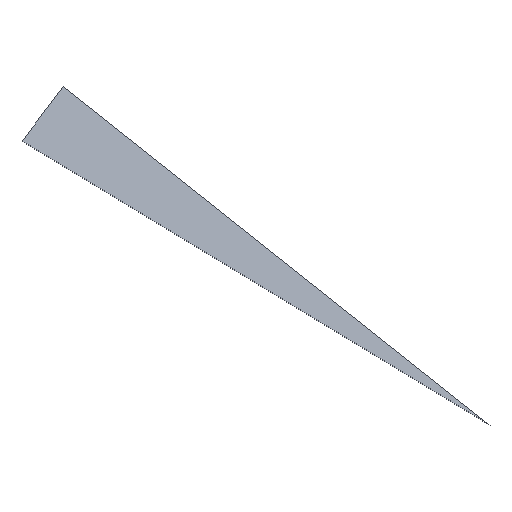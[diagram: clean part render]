
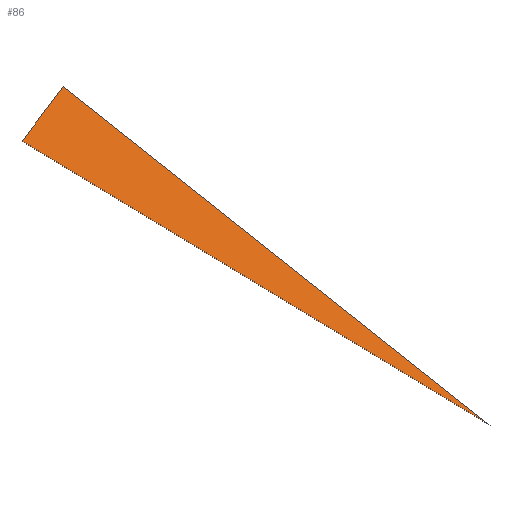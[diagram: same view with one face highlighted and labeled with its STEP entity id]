
A CAD part, isometric view. The second image highlights one B-rep face of the part: STEP entity #86.
In plain terms, the highlighted planar face has unit normal (0, 0, -1).
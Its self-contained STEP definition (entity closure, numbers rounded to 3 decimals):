
#4 = VECTOR ( 'NONE', #12, 1000. ) ;
#5 = EDGE_CURVE ( 'NONE', #19, #61, #73, .T. ) ;
#8 = VECTOR ( 'NONE', #23, 1000. ) ;
#10 = ORIENTED_EDGE ( 'NONE', *, *, #104, .T. ) ;
#12 = DIRECTION ( 'NONE',  ( -0.025, -1., 0. ) ) ;
#14 = CARTESIAN_POINT ( 'NONE',  ( 37.635, 49.104, 0. ) ) ;
#19 = VERTEX_POINT ( 'NONE', #22 ) ;
#20 = AXIS2_PLACEMENT_3D ( 'NONE', #41, #33, #111 ) ;
#22 = CARTESIAN_POINT ( 'NONE',  ( 37.635, 49.104, 0. ) ) ;
#23 = DIRECTION ( 'NONE',  ( -0.156, -0.988, 0. ) ) ;
#31 = CARTESIAN_POINT ( 'NONE',  ( 38.954, 49.619, 0. ) ) ;
#33 = DIRECTION ( 'NONE',  ( 0., 0., 1. ) ) ;
#39 = LINE ( 'NONE', #14, #116 ) ;
#41 = CARTESIAN_POINT ( 'NONE',  ( -52.5, -52.5, 0. ) ) ;
#52 = ORIENTED_EDGE ( 'NONE', *, *, #5, .F. ) ;
#61 = VERTEX_POINT ( 'NONE', #119 ) ;
#63 = CARTESIAN_POINT ( 'NONE',  ( 38.954, 49.619, 0. ) ) ;
#67 = EDGE_CURVE ( 'NONE', #19, #108, #39, .T. ) ;
#73 = LINE ( 'NONE', #88, #4 ) ;
#75 = LINE ( 'NONE', #31, #8 ) ;
#80 = FACE_OUTER_BOUND ( 'NONE', #90, .T. ) ;
#86 = ADVANCED_FACE ( 'NONE', ( #80 ), #91, .F. ) ;
#88 = CARTESIAN_POINT ( 'NONE',  ( 37.635, 49.104, 0. ) ) ;
#90 = EDGE_LOOP ( 'NONE', ( #10, #52, #96 ) ) ;
#91 = PLANE ( 'NONE',  #20 ) ;
#96 = ORIENTED_EDGE ( 'NONE', *, *, #67, .T. ) ;
#104 = EDGE_CURVE ( 'NONE', #108, #61, #75, .T. ) ;
#108 = VERTEX_POINT ( 'NONE', #63 ) ;
#111 = DIRECTION ( 'NONE',  ( 1., 0., 0. ) ) ;
#116 = VECTOR ( 'NONE', #121, 1000. ) ;
#119 = CARTESIAN_POINT ( 'NONE',  ( 37.4, 39.759, 0. ) ) ;
#121 = DIRECTION ( 'NONE',  ( 0.932, 0.364, 0. ) ) ;
